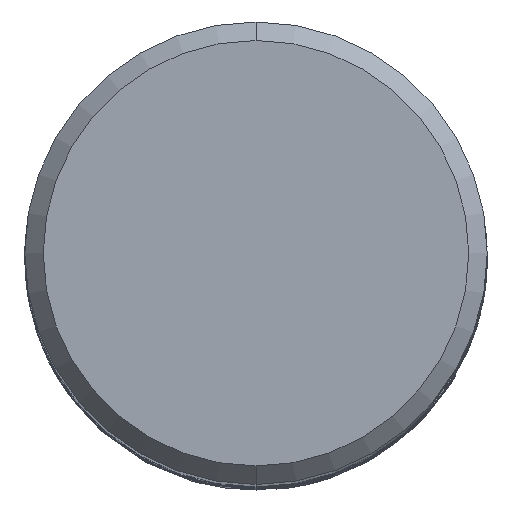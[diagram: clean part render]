
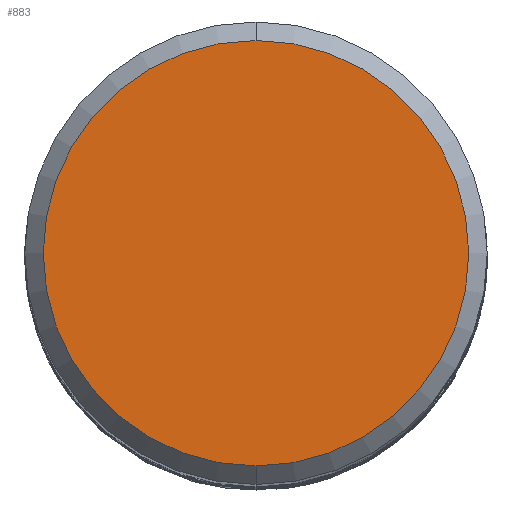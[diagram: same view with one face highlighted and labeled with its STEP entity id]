
A CAD part, top view. The second image highlights one B-rep face of the part: STEP entity #883.
In plain terms, the highlighted planar face has unit normal (0, 0, 1).
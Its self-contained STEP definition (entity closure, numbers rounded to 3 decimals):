
#833=VERTEX_POINT('',#2059);
#883=ADVANCED_FACE('',(#2113),#2114,.T.);
#1101=EDGE_CURVE('',#833,#1295,#2353,.T.);
#1159=EDGE_CURVE('',#1295,#833,#2416,.T.);
#1295=VERTEX_POINT('',#2568);
#2059=CARTESIAN_POINT('',(0.0,11.5,0.0));
#2113=FACE_OUTER_BOUND('',#7413,.T.);
#2114=PLANE('',#7414);
#2353=CIRCLE('',#12091,11.5);
#2416=CIRCLE('',#12393,11.5);
#2568=CARTESIAN_POINT('',(0.,-11.5,0.0));
#7413=EDGE_LOOP('',(#22933,#22934));
#7414=AXIS2_PLACEMENT_3D('',#22935,#22936,#22937);
#12091=AXIS2_PLACEMENT_3D('',#23161,#23162,#23163);
#12393=AXIS2_PLACEMENT_3D('',#23233,#23234,#23235);
#22933=ORIENTED_EDGE('',*,*,#1101,.F.);
#22934=ORIENTED_EDGE('',*,*,#1159,.F.);
#22935=CARTESIAN_POINT('',(0.0,5.75,0.0));
#22936=DIRECTION('',(-0.0,0.0,1.0));
#22937=DIRECTION('',(0.0,-1.0,0.0));
#23161=CARTESIAN_POINT('',(0.0,0.0,0.0));
#23162=DIRECTION('',(0.0,0.0,-1.0));
#23163=DIRECTION('',(0.0,1.0,0.0));
#23233=CARTESIAN_POINT('',(0.0,0.0,0.0));
#23234=DIRECTION('',(0.0,0.0,-1.0));
#23235=DIRECTION('',(0.0,1.0,0.0));
